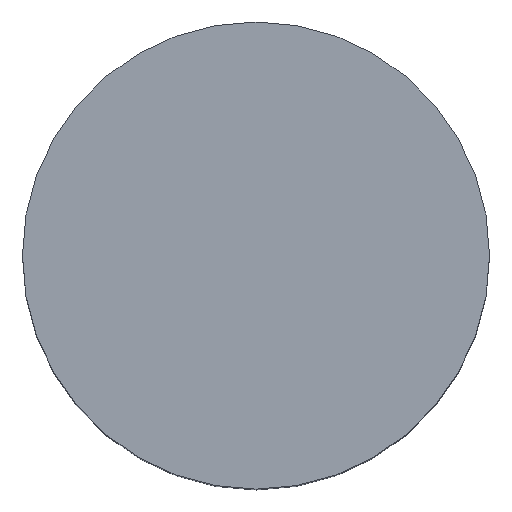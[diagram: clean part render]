
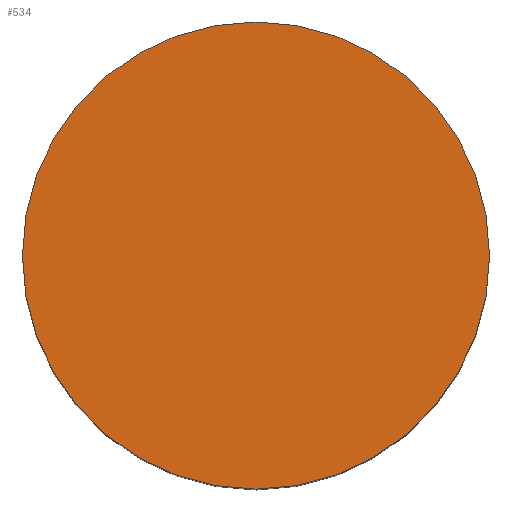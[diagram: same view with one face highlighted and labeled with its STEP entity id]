
A CAD part, top view. The second image highlights one B-rep face of the part: STEP entity #534.
In plain terms, the highlighted planar face has unit normal (0, 0, 1).
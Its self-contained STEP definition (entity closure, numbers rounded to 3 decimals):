
#491=AXIS2_PLACEMENT_3D('Circle Axis2P3D',#489,#490,$) ;
#515=AXIS2_PLACEMENT_3D('Circle Axis2P3D',#513,#514,$) ;
#528=AXIS2_PLACEMENT_3D('Plane Axis2P3D',#525,#526,#527) ;
#486=CARTESIAN_POINT('Vertex',(1.2,2.4,17.)) ;
#489=CARTESIAN_POINT('Axis2P3D Location',(1.2,1.2,17.)) ;
#493=CARTESIAN_POINT('Vertex',(1.2,0.,17.)) ;
#513=CARTESIAN_POINT('Axis2P3D Location',(1.2,1.2,17.)) ;
#525=CARTESIAN_POINT('Axis2P3D Location',(1.2,1.2,17.)) ;
#490=DIRECTION('Axis2P3D Direction',(-0.,0.,1.)) ;
#514=DIRECTION('Axis2P3D Direction',(-0.,0.,1.)) ;
#526=DIRECTION('Axis2P3D Direction',(-0.,0.,1.)) ;
#527=DIRECTION('Axis2P3D XDirection',(0.,-1.,0.)) ;
#531=ORIENTED_EDGE('',*,*,#495,.T.) ;
#532=ORIENTED_EDGE('',*,*,#517,.T.) ;
#534=ADVANCED_FACE('NONE',(#533),#529,.T.) ;
#492=CIRCLE('generated circle',#491,1.2) ;
#516=CIRCLE('generated circle',#515,1.2) ;
#495=EDGE_CURVE('',#494,#487,#492,.T.) ;
#517=EDGE_CURVE('',#487,#494,#516,.T.) ;
#530=EDGE_LOOP('',(#531,#532)) ;
#533=FACE_OUTER_BOUND('',#530,.T.) ;
#529=PLANE('',#528) ;
#487=VERTEX_POINT('',#486) ;
#494=VERTEX_POINT('',#493) ;
